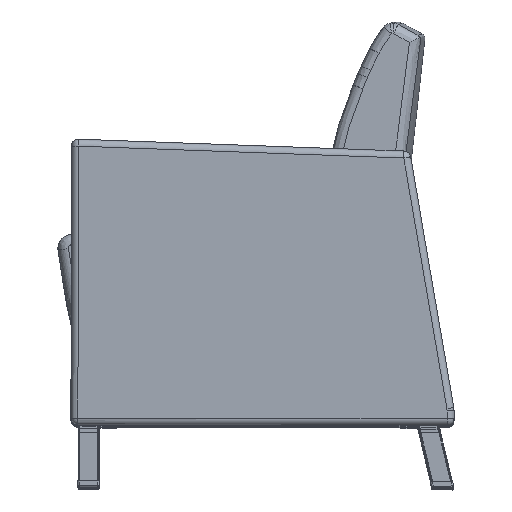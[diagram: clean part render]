
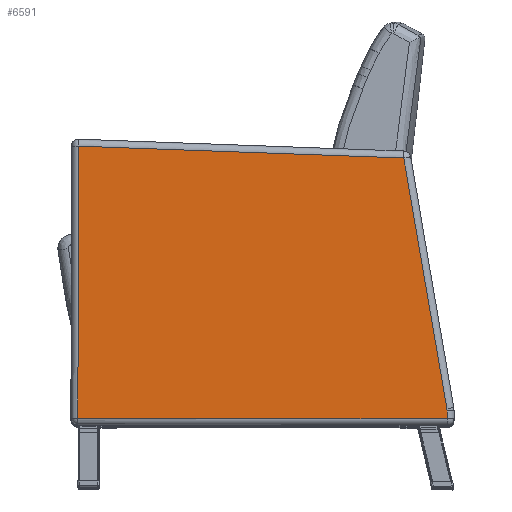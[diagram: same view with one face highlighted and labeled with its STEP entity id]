
A CAD part, top view. The second image highlights one B-rep face of the part: STEP entity #6591.
In plain terms, the highlighted face is planar.
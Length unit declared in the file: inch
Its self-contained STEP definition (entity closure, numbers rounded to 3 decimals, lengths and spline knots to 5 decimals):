
#259=PLANE('',#7251);
#462=LINE('',#17163,#799);
#465=LINE('',#17170,#802);
#471=LINE('',#17220,#808);
#472=LINE('',#17253,#809);
#477=LINE('',#17272,#814);
#799=VECTOR('',#8011,0.3937);
#802=VECTOR('',#8018,0.3937);
#808=VECTOR('',#8040,0.3937);
#809=VECTOR('',#8049,0.3937);
#814=VECTOR('',#8074,0.3937);
#1439=FACE_OUTER_BOUND('',#1867,.T.);
#1867=EDGE_LOOP('',(#5379,#5380,#5381,#5382,#5383,#5384));
#2175=CIRCLE('',#7229,2.76057);
#2955=VERTEX_POINT('',#17121);
#2961=VERTEX_POINT('',#17138);
#2968=VERTEX_POINT('',#17166);
#2978=VERTEX_POINT('',#17217);
#2979=VERTEX_POINT('',#17219);
#2981=VERTEX_POINT('',#17238);
#3783=EDGE_CURVE('',#2955,#2961,#462,.T.);
#3787=EDGE_CURVE('',#2961,#2968,#465,.T.);
#3799=EDGE_CURVE('',#2978,#2979,#471,.T.);
#3802=EDGE_CURVE('',#2979,#2981,#2175,.T.);
#3804=EDGE_CURVE('',#2981,#2955,#472,.T.);
#3815=EDGE_CURVE('',#2968,#2978,#477,.T.);
#5379=ORIENTED_EDGE('',*,*,#3799,.F.);
#5380=ORIENTED_EDGE('',*,*,#3815,.F.);
#5381=ORIENTED_EDGE('',*,*,#3787,.F.);
#5382=ORIENTED_EDGE('',*,*,#3783,.F.);
#5383=ORIENTED_EDGE('',*,*,#3804,.F.);
#5384=ORIENTED_EDGE('',*,*,#3802,.F.);
#6591=ADVANCED_FACE('',(#1439),#259,.F.);
#7229=AXIS2_PLACEMENT_3D('',#17239,#8045,#8046);
#7251=AXIS2_PLACEMENT_3D('',#17287,#8099,#8100);
#8011=DIRECTION('',(1.,0.,0.));
#8018=DIRECTION('',(0.,1.,0.));
#8040=DIRECTION('',(-0.171,-0.985,0.));
#8045=DIRECTION('center_axis',(0.,0.,1.));
#8046=DIRECTION('ref_axis',(-0.998,0.067,0.));
#8049=DIRECTION('',(0.,-1.,0.));
#8074=DIRECTION('',(-0.999,-0.034,0.));
#8099=DIRECTION('center_axis',(0.,0.,1.));
#8100=DIRECTION('ref_axis',(1.,0.,0.));
#17121=CARTESIAN_POINT('',(-12.80724,-9.46034,-1.5));
#17138=CARTESIAN_POINT('',(13.64695,-9.46034,-1.5));
#17163=CARTESIAN_POINT('',(-6.44369,-9.46034,-1.5));
#17166=CARTESIAN_POINT('',(13.64695,10.02647,-1.5));
#17170=CARTESIAN_POINT('',(13.64695,-4.83864,-1.5));
#17217=CARTESIAN_POINT('',(-9.67074,9.22367,-1.5));
#17219=CARTESIAN_POINT('',(-12.79597,-8.73029,-1.5));
#17220=CARTESIAN_POINT('',(-10.27762,5.73723,-1.5));
#17238=CARTESIAN_POINT('',(-12.80724,-8.90205,-1.5));
#17239=CARTESIAN_POINT('Origin',(-10.04831,-8.99696,-1.5));
#17253=CARTESIAN_POINT('',(-12.80724,-4.30537,-1.5));
#17272=CARTESIAN_POINT('',(6.8737,9.79327,-1.5));
#17287=CARTESIAN_POINT('Origin',(0.41985,0.28306,-1.5));
